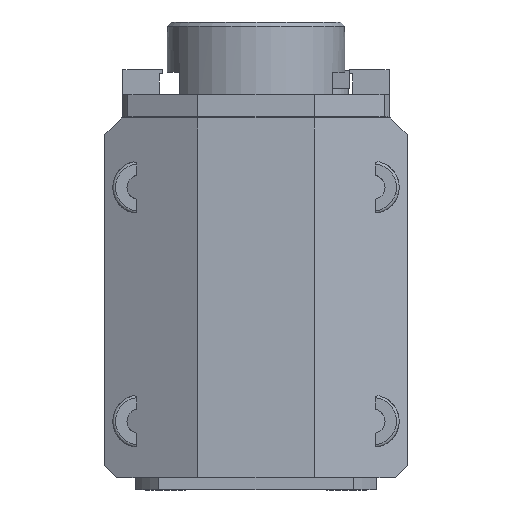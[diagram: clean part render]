
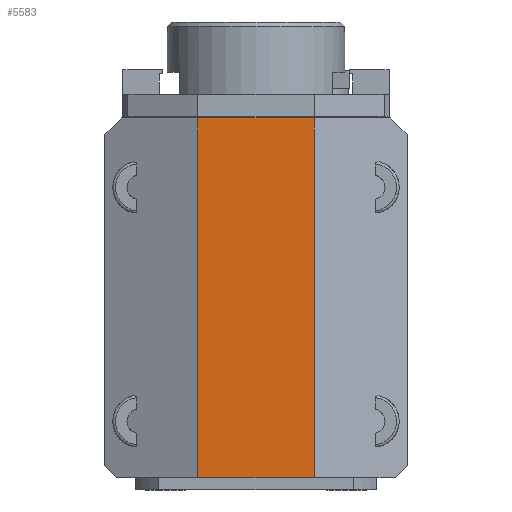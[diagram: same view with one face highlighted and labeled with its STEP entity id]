
A CAD part, left-side view. The second image highlights one B-rep face of the part: STEP entity #5583.
In plain terms, the highlighted planar face has unit normal (-1, 0, 0).
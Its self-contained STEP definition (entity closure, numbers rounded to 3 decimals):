
#1261=DIRECTION('',(0.,0.,1.));
#1262=VECTOR('',#1261,89.2);
#1263=CARTESIAN_POINT('',(-94.,14.5,-43.));
#1264=LINE('',#1263,#1262);
#1265=DIRECTION('',(0.,-1.,0.));
#1266=VECTOR('',#1265,29.);
#1267=CARTESIAN_POINT('',(-94.,14.5,46.2));
#1268=LINE('',#1267,#1266);
#1269=DIRECTION('',(0.,0.,1.));
#1270=VECTOR('',#1269,89.2);
#1271=CARTESIAN_POINT('',(-94.,-14.5,-43.));
#1272=LINE('',#1271,#1270);
#1273=DIRECTION('',(0.,1.,0.));
#1274=VECTOR('',#1273,29.);
#1275=CARTESIAN_POINT('',(-94.,-14.5,-43.));
#1276=LINE('',#1275,#1274);
#3759=CARTESIAN_POINT('',(-94.,14.5,-43.));
#3760=CARTESIAN_POINT('',(-94.,14.5,46.2));
#3761=VERTEX_POINT('',#3759);
#3762=VERTEX_POINT('',#3760);
#3763=CARTESIAN_POINT('',(-94.,-14.5,-43.));
#3764=CARTESIAN_POINT('',(-94.,-14.5,46.2));
#3765=VERTEX_POINT('',#3763);
#3766=VERTEX_POINT('',#3764);
#5571=CARTESIAN_POINT('',(-94.,0.,0.));
#5572=DIRECTION('',(1.,0.,0.));
#5573=DIRECTION('',(0.,1.,0.));
#5574=AXIS2_PLACEMENT_3D('',#5571,#5572,#5573);
#5575=PLANE('',#5574);
#5576=ORIENTED_EDGE('',*,*,#5502,.T.);
#5577=ORIENTED_EDGE('',*,*,#5558,.T.);
#5578=ORIENTED_EDGE('',*,*,#5257,.F.);
#5580=ORIENTED_EDGE('',*,*,#5579,.T.);
#5581=EDGE_LOOP('',(#5576,#5577,#5578,#5580));
#5582=FACE_OUTER_BOUND('',#5581,.F.);
#5583=ADVANCED_FACE('',(#5582),#5575,.F.);
#5257=EDGE_CURVE('',#3765,#3766,#1272,.T.);
#5502=EDGE_CURVE('',#3761,#3762,#1264,.T.);
#5558=EDGE_CURVE('',#3762,#3766,#1268,.T.);
#5579=EDGE_CURVE('',#3765,#3761,#1276,.T.);
